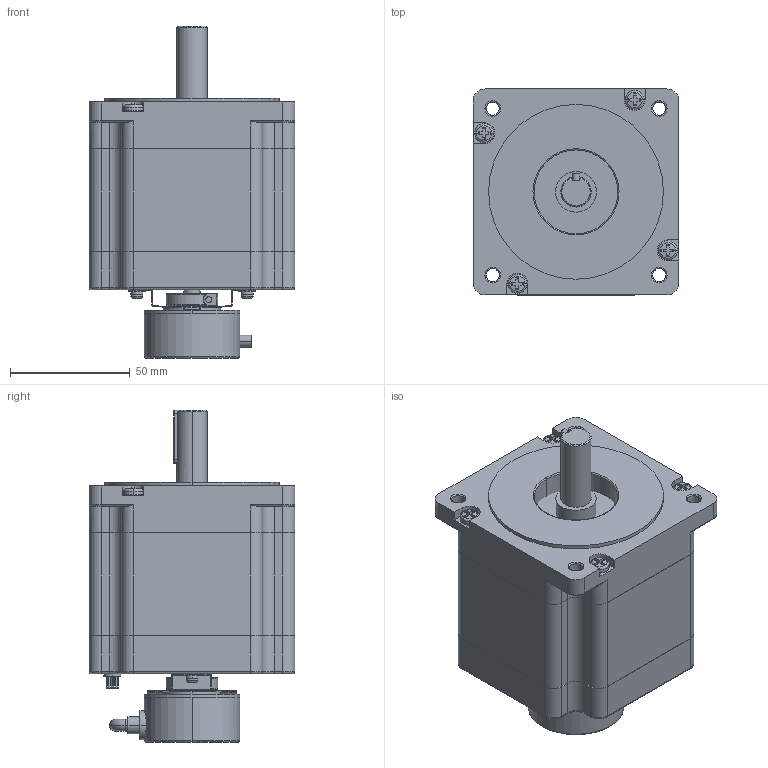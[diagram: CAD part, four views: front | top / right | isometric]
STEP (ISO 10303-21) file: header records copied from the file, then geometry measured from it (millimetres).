
FILE_DESCRIPTION((''),'2;1');
FILE_NAME('MTEN-0120_ASM','2017-04-03T',('Matteo Maccalli'),(''),'PRO/ENGINEER BY PARAMETRIC TECHNOLOGY CORPORATION, 2006320','PRO/ENGINEER BY PARAMETRIC TECHNOLOGY CORPORATION, 2006320','');
FILE_SCHEMA(('AUTOMOTIVE_DESIGN_CC2 { 1 2 10303 214 -1 1 5 2 }'));
Length unit declared in the file: millimetre
Products named in the file (14): FRONT_FLANGE_34HE_FIX_FL8E4; STATOR_STACK_34HE31_H43; REAR_FLANGE_MT34HE_SPECIAL; ALB_ANT_D12E7_L31E75_KEY3E175_2; KEY_3E175X3E175X22E23; CUSCINETTO_40X12; TCC_M4X10; REAR_SHAFT_MT34HE_D6E35_L17E; MT34HE31060B8DK_ASM; _SE460400AA10030; MAR-PN3; RONDELLA_DENTELLATA_VITE2E5; TCC_M2E5X05; MTEN-0120_ASM
Assembly tree (23 placements, depth 3):
  MTEN-0120_ASM
    MT34HE31060B8DK_ASM
      FRONT_FLANGE_34HE_FIX_FL8E4
      STATOR_STACK_34HE31_H43
      REAR_FLANGE_MT34HE_SPECIAL
      ALB_ANT_D12E7_L31E75_KEY3E175_2
      KEY_3E175X3E175X22E23
      CUSCINETTO_40X12
      TCC_M4X10  x8
      REAR_SHAFT_MT34HE_D6E35_L17E
    _SE460400AA10030
    MAR-PN3  x2
    RONDELLA_DENTELLATA_VITE2E5  x2
    TCC_M2E5X05  x2
Bounding box: 86 x 86 x 138.75 mm (x, y, z)
Volume: 307602.8 mm3; surface area: 130877.8 mm2
Topology: 22 solids, 22 shells, 1062 faces, 2824 edges, 1841 vertices
Faces by surface type: cylinder 471, plane 450, torus 84, sphere 32, cone 25
Entity records: 33085 total; most frequent: CARTESIAN_POINT 5244, DIRECTION 4929, ORIENTED_EDGE 4532, EDGE_CURVE 2266, AXIS2_PLACEMENT_3D 1873, PRESENTATION_STYLE_ASSIGNMENT 1727, STYLED_ITEM 1699, CURVE_STYLE 1689
